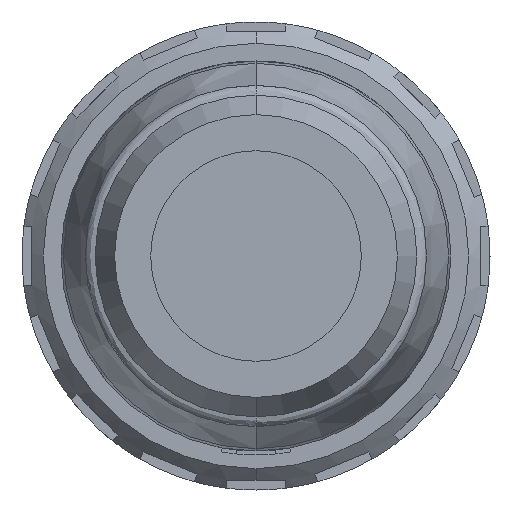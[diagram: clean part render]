
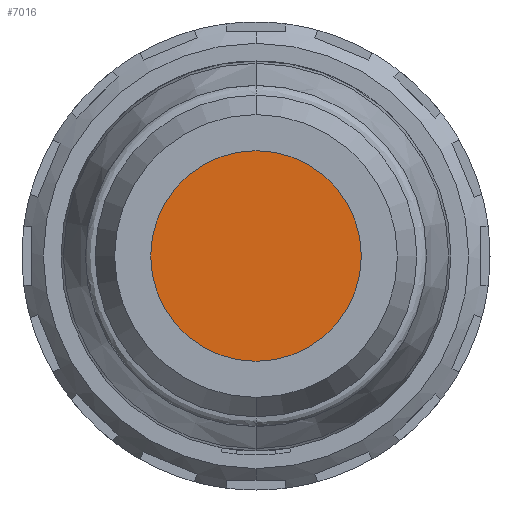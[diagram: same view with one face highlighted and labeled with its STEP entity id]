
A CAD part, front view. The second image highlights one B-rep face of the part: STEP entity #7016.
In plain terms, the highlighted planar face has unit normal (0, -1, 0).
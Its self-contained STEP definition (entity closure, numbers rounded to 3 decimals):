
#8 = CIRCLE ( 'NONE', #4710, 5.4 ) ;
#130 = DIRECTION ( 'NONE',  ( 0., 1., 0. ) ) ;
#225 = EDGE_CURVE ( 'NONE', #7283, #2420, #11876, .T. ) ;
#796 = DIRECTION ( 'NONE',  ( 0., 0., -1. ) ) ;
#2133 = ORIENTED_EDGE ( 'NONE', *, *, #225, .F. ) ;
#2420 = VERTEX_POINT ( 'NONE', #5723 ) ;
#2580 = CARTESIAN_POINT ( 'NONE',  ( 0., -31., -5.4 ) ) ;
#3124 = AXIS2_PLACEMENT_3D ( 'NONE', #5596, #6568, #796 ) ;
#3899 = EDGE_LOOP ( 'NONE', ( #4329, #2133 ) ) ;
#4329 = ORIENTED_EDGE ( 'NONE', *, *, #4426, .F. ) ;
#4426 = EDGE_CURVE ( 'NONE', #2420, #7283, #8, .T. ) ;
#4710 = AXIS2_PLACEMENT_3D ( 'NONE', #5894, #130, #6887 ) ;
#4834 = FACE_OUTER_BOUND ( 'NONE', #3899, .T. ) ;
#5322 = DIRECTION ( 'NONE',  ( 0., 1., 0. ) ) ;
#5596 = CARTESIAN_POINT ( 'NONE',  ( 0., -31., 0. ) ) ;
#5723 = CARTESIAN_POINT ( 'NONE',  ( 0., -31., 5.4 ) ) ;
#5894 = CARTESIAN_POINT ( 'NONE',  ( 0., -31., 0. ) ) ;
#6568 = DIRECTION ( 'NONE',  ( 0., -1., 0. ) ) ;
#6887 = DIRECTION ( 'NONE',  ( 0., 0., 1. ) ) ;
#7016 = ADVANCED_FACE ( 'NONE', ( #4834 ), #11377, .T. ) ;
#7283 = VERTEX_POINT ( 'NONE', #2580 ) ;
#10004 = AXIS2_PLACEMENT_3D ( 'NONE', #12081, #5322, #11101 ) ;
#11101 = DIRECTION ( 'NONE',  ( 0., 0., 1. ) ) ;
#11377 = PLANE ( 'NONE',  #3124 ) ;
#11876 = CIRCLE ( 'NONE', #10004, 5.4 ) ;
#12081 = CARTESIAN_POINT ( 'NONE',  ( 0., -31., 0. ) ) ;
